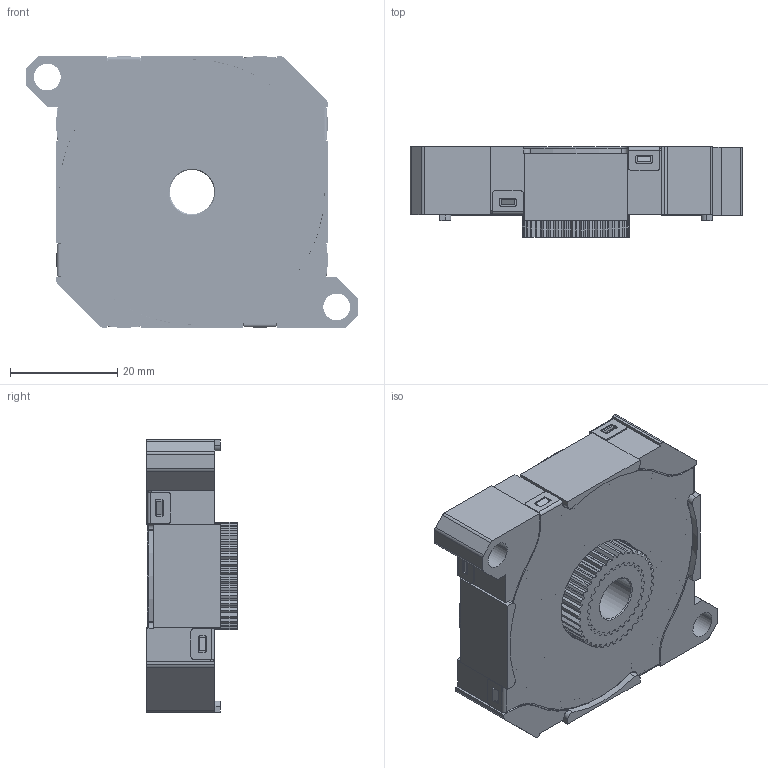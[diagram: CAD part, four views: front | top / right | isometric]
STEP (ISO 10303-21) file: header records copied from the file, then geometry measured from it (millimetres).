
FILE_DESCRIPTION (( 'STEP AP214' ), '1' );
FILE_NAME ('REV-21-2140 MAXPlanetary 2-1 Cartridge.STEP', '2025-08-06T00:01:47', ( '' ), ( '' ), 'SwSTEP 2.0', 'SolidWorks 2022', '' );
FILE_SCHEMA (( 'AUTOMOTIVE_DESIGN' ));
Length unit declared in the file: millimetre
Products named in the file (16): REV-21-2140-P01; REV-21-2140-P04; REV-21-2140-P06; REV-21-2140 MAXPlanetary 2-1 Cartridge; REV-21-2140-A04; REV-21-2100-P03; REV-21-2140-P05; REV-21-2140-P08; REV-21-2140-P03; REV-21-2140-P07; REV-21-2140-P02; REV-21-2140-P10; REV-21-2140-A02; REV-21-2140-P09; REV-21-2140-P11; REV-21-2140-A03
Assembly tree (28 placements, depth 3):
  REV-21-2140 MAXPlanetary 2-1 Cartridge
    REV-21-2140-A02
      REV-21-2140-P01
      REV-21-2140-P02  x7
    REV-21-2140-P10  x7
    REV-21-2140-P09
    REV-21-2100-P03  x2
    REV-21-2140-A03
      REV-21-2140-P06
      REV-21-2140-P03
      REV-21-2140-P05
      REV-21-2140-P04
    REV-21-2140-A04
      REV-21-2140-P08
      REV-21-2140-P07
    REV-21-2140-P11
Bounding box: 61.91 x 16.85 x 50.8 mm (x, y, z)
Volume: 25003.4 mm3; surface area: 37131.6 mm2
Topology: 25 solids, 25 shells, 3522 faces, 10158 edges, 6726 vertices
Faces by surface type: cylinder 1626, bspline 1217, plane 591, cone 60, torus 28
Entity records: 143469 total; most frequent: CARTESIAN_POINT 67993, ORIENTED_EDGE 17116, DIRECTION 12992, EDGE_CURVE 8558, VERTEX_POINT 5682, AXIS2_PLACEMENT_3D 4697, LINE 3598, VECTOR 3598
